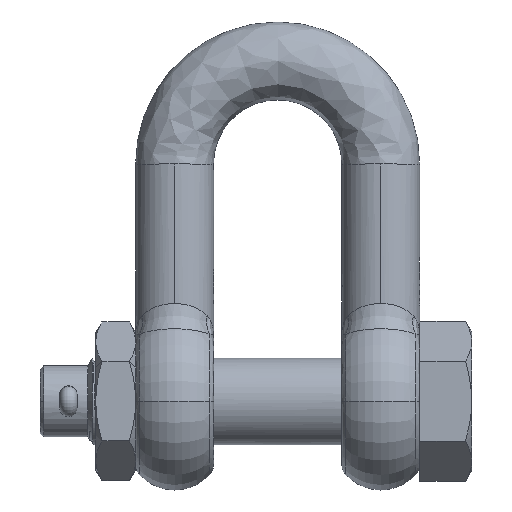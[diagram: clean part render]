
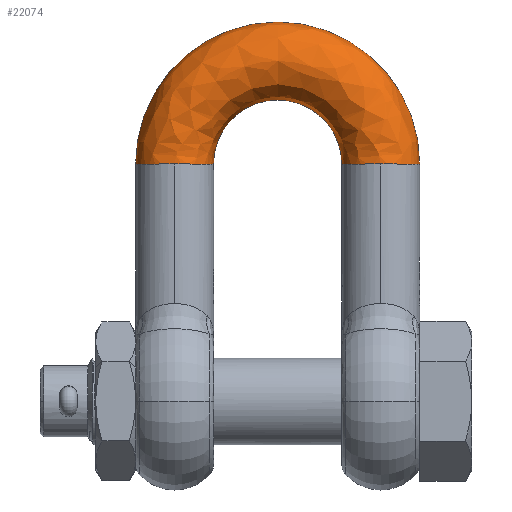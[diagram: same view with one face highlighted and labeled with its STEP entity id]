
A CAD part, top view. The second image highlights one B-rep face of the part: STEP entity #22074.
In plain terms, the highlighted free-form (B-spline) face has degree [3, 3] with [4, 4] control points.
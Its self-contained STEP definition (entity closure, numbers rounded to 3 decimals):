
#3055 = DIRECTION ( 'NONE',  ( -1., 0., 0. ) ) ;
#3056 = DIRECTION ( 'NONE',  ( 0., 0., 1. ) ) ;
#3057 = CARTESIAN_POINT ( 'NONE',  ( 0., 137., 0. ) ) ;
#3058 = AXIS2_PLACEMENT_3D ( 'NONE', #3057, #3056, #3055 ) ;
#3059 = CIRCLE ( 'NONE', #3058, 37. ) ;
#3061 = CARTESIAN_POINT ( 'NONE',  ( 37., 137., 0. ) ) ;
#3067 = DIRECTION ( 'NONE',  ( -1., 0., 0. ) ) ;
#3068 = DIRECTION ( 'NONE',  ( 0., 0., -1. ) ) ;
#3069 = CARTESIAN_POINT ( 'NONE',  ( 0., 137., 0. ) ) ;
#3070 = AXIS2_PLACEMENT_3D ( 'NONE', #3069, #3068, #3067 ) ;
#3071 = CIRCLE ( 'NONE', #3070, 82. ) ;
#10066 = CARTESIAN_POINT ( 'NONE',  ( 82., 137., 0. ) ) ;
#10067 = CARTESIAN_POINT ( 'NONE',  ( 59.5, 137., 22.5 ) ) ;
#10068 = DIRECTION ( 'NONE',  ( 1., 0., 0. ) ) ;
#10069 = DIRECTION ( 'NONE',  ( 0., 1., 0. ) ) ;
#10070 = CARTESIAN_POINT ( 'NONE',  ( 59.5, 137., 0. ) ) ;
#10071 = AXIS2_PLACEMENT_3D ( 'NONE', #10070, #10069, #10068 ) ;
#10072 = CIRCLE ( 'NONE', #10071, 22.5 ) ;
#11164 = CARTESIAN_POINT ( 'NONE',  ( -59.5, 137., 22.5 ) ) ;
#11165 = DIRECTION ( 'NONE',  ( 0., 0., -1. ) ) ;
#11166 = DIRECTION ( 'NONE',  ( 0., -1., 0. ) ) ;
#11167 = CARTESIAN_POINT ( 'NONE',  ( -59.5, 137., 0. ) ) ;
#11168 = AXIS2_PLACEMENT_3D ( 'NONE', #11167, #11166, #11165 ) ;
#11169 = CIRCLE ( 'NONE', #11168, 22.5 ) ;
#11170 = CARTESIAN_POINT ( 'NONE',  ( -37., 137., 0. ) ) ;
#16274 = EDGE_CURVE ( 'NONE', #16275, #16276, #10072, .T. ) ;
#16275 = VERTEX_POINT ( 'NONE', #10067 ) ;
#16276 = VERTEX_POINT ( 'NONE', #10066 ) ;
#16715 = VERTEX_POINT ( 'NONE', #11170 ) ;
#16717 = EDGE_CURVE ( 'NONE', #16715, #16718, #11169, .T. ) ;
#16718 = VERTEX_POINT ( 'NONE', #11164 ) ;
#17996 = CARTESIAN_POINT ( 'NONE',  ( -82., 137., 0. ) ) ;
#17998 = DIRECTION ( 'NONE',  ( 0., 0., -1. ) ) ;
#18000 = DIRECTION ( 'NONE',  ( 0., -1., 0. ) ) ;
#18002 = CARTESIAN_POINT ( 'NONE',  ( -59.5, 137., 0. ) ) ;
#18004 = AXIS2_PLACEMENT_3D ( 'NONE', #18002, #18000, #17998 ) ;
#18005 = CIRCLE ( 'NONE', #18004, 22.5 ) ;
#21308 = EDGE_CURVE ( 'NONE', #27727, #16276, #3071, .T. ) ;
#21313 = VERTEX_POINT ( 'NONE', #3061 ) ;
#21318 = EDGE_CURVE ( 'NONE', #21313, #16715, #3059, .T. ) ;
#22069 = ORIENTED_EDGE ( 'NONE', *, *, #21308, .F. ) ;
#22070 = ORIENTED_EDGE ( 'NONE', *, *, #27726, .F. ) ;
#22074 = ADVANCED_FACE ( 'NONE', ( #28271 ), #28272, .F. ) ;
#22075 = EDGE_LOOP ( 'NONE', ( #22076, #22077, #22078, #22080, #22069, #22070 ) ) ;
#22076 = ORIENTED_EDGE ( 'NONE', *, *, #16717, .F. ) ;
#22077 = ORIENTED_EDGE ( 'NONE', *, *, #21318, .F. ) ;
#22078 = ORIENTED_EDGE ( 'NONE', *, *, #22079, .T. ) ;
#22079 = EDGE_CURVE ( 'NONE', #21313, #16275, #28245, .T. ) ;
#22080 = ORIENTED_EDGE ( 'NONE', *, *, #16274, .T. ) ;
#27726 = EDGE_CURVE ( 'NONE', #16718, #27727, #18005, .T. ) ;
#27727 = VERTEX_POINT ( 'NONE', #17996 ) ;
#28238 = CARTESIAN_POINT ( 'NONE',  ( -37., 137., 45. ) ) ;
#28239 = CARTESIAN_POINT ( 'NONE',  ( 37., 137., 0. ) ) ;
#28240 = CARTESIAN_POINT ( 'NONE',  ( 37., 211., 0. ) ) ;
#28241 = CARTESIAN_POINT ( 'NONE',  ( -37., 211., 0. ) ) ;
#28242 = CARTESIAN_POINT ( 'NONE',  ( -37., 137., 0. ) ) ;
#28243 = CARTESIAN_POINT ( 'NONE',  ( 59.5, 137., 0. ) ) ;
#28244 = AXIS2_PLACEMENT_3D ( 'NONE', #28243, #28267, #28266 ) ;
#28245 = CIRCLE ( 'NONE', #28244, 22.5 ) ;
#28246 = CARTESIAN_POINT ( 'NONE',  ( -82., 301., 45. ) ) ;
#28247 = CARTESIAN_POINT ( 'NONE',  ( -82., 137., 45. ) ) ;
#28248 = CARTESIAN_POINT ( 'NONE',  ( 37., 137., 45. ) ) ;
#28249 = CARTESIAN_POINT ( 'NONE',  ( 37., 211., 45. ) ) ;
#28250 = CARTESIAN_POINT ( 'NONE',  ( -37., 211., 45. ) ) ;
#28266 = DIRECTION ( 'NONE',  ( 1., 0., 0. ) ) ;
#28267 = DIRECTION ( 'NONE',  ( 0., 1., 0. ) ) ;
#28271 = FACE_OUTER_BOUND ( 'NONE', #22075, .T. ) ;
#28272 =( BOUNDED_SURFACE ( )  B_SPLINE_SURFACE ( 3, 3, ( 
 ( #28242, #28241, #28240, #28239 ),
 ( #28238, #28250, #28249, #28248 ),
 ( #28247, #28246, #28322, #28321 ),
 ( #28320, #28319, #28318, #28317 ) ),
 .UNSPECIFIED., .F., .F., .T. ) 
 B_SPLINE_SURFACE_WITH_KNOTS ( ( 4, 4 ),
 ( 4, 4 ),
 ( 0., 1. ),
 ( 0., 1. ),
 .UNSPECIFIED. ) 
 GEOMETRIC_REPRESENTATION_ITEM ( )  RATIONAL_B_SPLINE_SURFACE ( (
 ( 1., 0.333, 0.333, 1.),
 ( 0.333, 0.111, 0.111, 0.333),
 ( 0.333, 0.111, 0.111, 0.333),
 ( 1., 0.333, 0.333, 1.) ) ) 
 REPRESENTATION_ITEM ( '' )  SURFACE ( )  );
#28317 = CARTESIAN_POINT ( 'NONE',  ( 82., 137., 0. ) ) ;
#28318 = CARTESIAN_POINT ( 'NONE',  ( 82., 301., 0. ) ) ;
#28319 = CARTESIAN_POINT ( 'NONE',  ( -82., 301., 0. ) ) ;
#28320 = CARTESIAN_POINT ( 'NONE',  ( -82., 137., 0. ) ) ;
#28321 = CARTESIAN_POINT ( 'NONE',  ( 82., 137., 45. ) ) ;
#28322 = CARTESIAN_POINT ( 'NONE',  ( 82., 301., 45. ) ) ;
